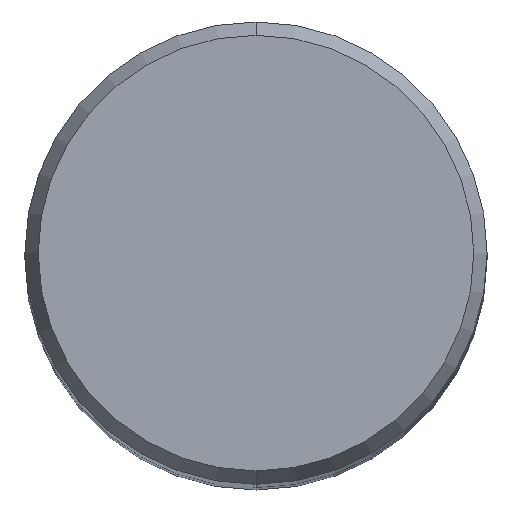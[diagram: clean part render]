
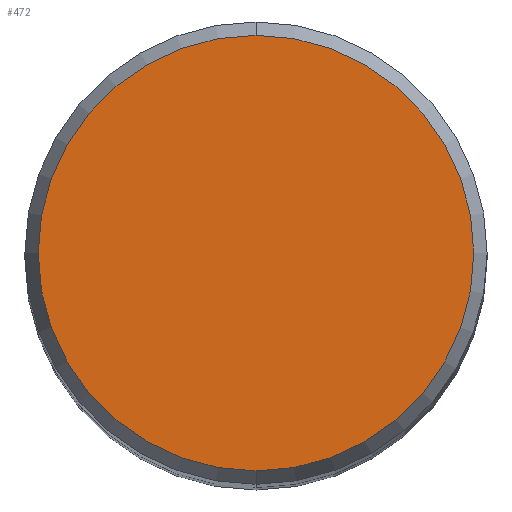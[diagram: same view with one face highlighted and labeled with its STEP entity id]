
A CAD part, top view. The second image highlights one B-rep face of the part: STEP entity #472.
In plain terms, the highlighted planar face has unit normal (0, 0, 1).
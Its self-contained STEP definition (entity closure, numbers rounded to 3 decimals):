
#342=VERTEX_POINT('',#691);
#358=EDGE_CURVE('',#342,#468,#709,.T.);
#368=EDGE_CURVE('',#468,#342,#719,.T.);
#468=VERTEX_POINT('',#832);
#472=ADVANCED_FACE('',(#836),#837,.T.);
#691=CARTESIAN_POINT('',(0.0,7.479,0.0));
#709=CIRCLE('',#1203,7.479);
#719=CIRCLE('',#1218,7.479);
#832=CARTESIAN_POINT('',(0.,-7.479,0.0));
#836=FACE_OUTER_BOUND('',#1536,.T.);
#837=PLANE('',#1537);
#1203=AXIS2_PLACEMENT_3D('',#1828,#1829,#1830);
#1218=AXIS2_PLACEMENT_3D('',#1833,#1834,#1835);
#1536=EDGE_LOOP('',(#1982,#1983));
#1537=AXIS2_PLACEMENT_3D('',#1984,#1985,#1986);
#1828=CARTESIAN_POINT('',(0.0,0.0,0.0));
#1829=DIRECTION('',(0.0,0.0,-1.0));
#1830=DIRECTION('',(0.0,1.0,0.0));
#1833=CARTESIAN_POINT('',(0.0,0.0,0.0));
#1834=DIRECTION('',(0.0,0.0,-1.0));
#1835=DIRECTION('',(0.0,1.0,0.0));
#1982=ORIENTED_EDGE('',*,*,#358,.F.);
#1983=ORIENTED_EDGE('',*,*,#368,.F.);
#1984=CARTESIAN_POINT('',(0.0,3.74,0.0));
#1985=DIRECTION('',(-0.0,0.0,1.0));
#1986=DIRECTION('',(0.0,-1.0,0.0));
